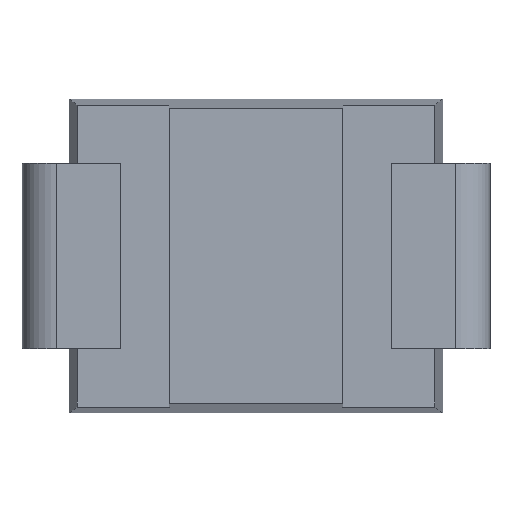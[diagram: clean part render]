
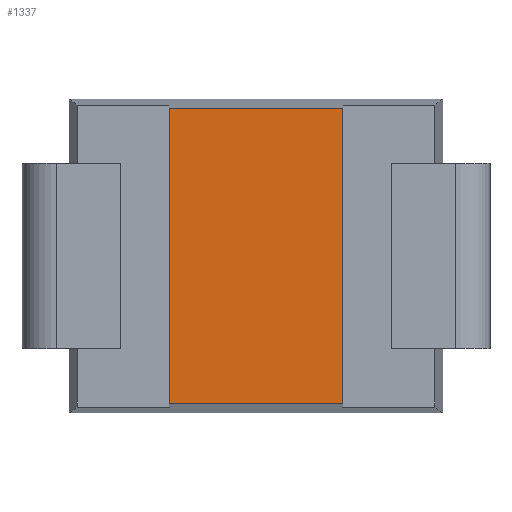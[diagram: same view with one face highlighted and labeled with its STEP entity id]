
A CAD part, left-side view. The second image highlights one B-rep face of the part: STEP entity #1337.
In plain terms, the highlighted planar face has unit normal (-1, 0, 0).
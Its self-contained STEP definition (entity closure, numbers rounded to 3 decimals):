
#433=DIRECTION('',(0.,0.,1.));
#434=VECTOR('',#433,3.41);
#435=CARTESIAN_POINT('',(-1.1,-1.,-1.706));
#436=LINE('',#435,#434);
#441=DIRECTION('',(0.,-1.,0.));
#442=VECTOR('',#441,2.);
#443=CARTESIAN_POINT('',(-1.1,1.,-1.706));
#444=LINE('',#443,#442);
#445=DIRECTION('',(0.,0.,1.));
#446=VECTOR('',#445,3.41);
#447=CARTESIAN_POINT('',(-1.1,1.,-1.706));
#448=LINE('',#447,#446);
#449=DIRECTION('',(0.,-1.,0.));
#450=VECTOR('',#449,2.);
#451=CARTESIAN_POINT('',(-1.1,1.,1.704));
#452=LINE('',#451,#450);
#567=CARTESIAN_POINT('',(-1.1,1.,-1.706));
#568=VERTEX_POINT('',#567);
#569=CARTESIAN_POINT('',(-1.1,1.,1.704));
#570=VERTEX_POINT('',#569);
#571=CARTESIAN_POINT('',(-1.1,-1.,-1.706));
#572=VERTEX_POINT('',#571);
#573=CARTESIAN_POINT('',(-1.1,-1.,1.704));
#574=VERTEX_POINT('',#573);
#1325=CARTESIAN_POINT('',(-1.1,1.,-1.81));
#1326=DIRECTION('',(-1.,0.,0.));
#1327=DIRECTION('',(0.,-1.,0.));
#1328=AXIS2_PLACEMENT_3D('',#1325,#1326,#1327);
#1329=PLANE('',#1328);
#1330=ORIENTED_EDGE('',*,*,#732,.F.);
#1332=ORIENTED_EDGE('',*,*,#1331,.T.);
#1333=ORIENTED_EDGE('',*,*,#1273,.T.);
#1334=ORIENTED_EDGE('',*,*,#1318,.F.);
#1335=EDGE_LOOP('',(#1330,#1332,#1333,#1334));
#1336=FACE_OUTER_BOUND('',#1335,.F.);
#732=EDGE_CURVE('',#568,#572,#444,.T.);
#1273=EDGE_CURVE('',#570,#574,#452,.T.);
#1318=EDGE_CURVE('',#572,#574,#436,.T.);
#1331=EDGE_CURVE('',#568,#570,#448,.T.);
#1337=ADVANCED_FACE('',(#1336),#1329,.T.);
